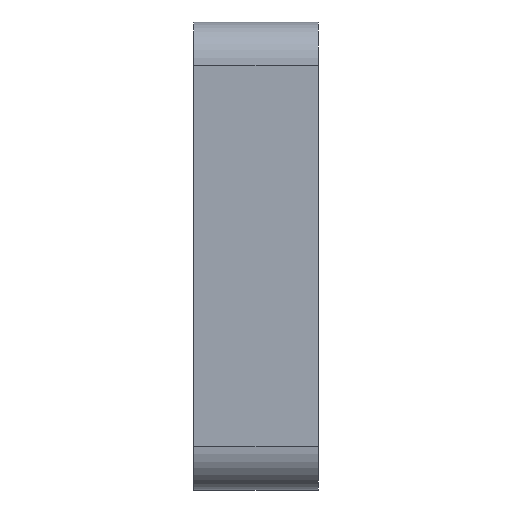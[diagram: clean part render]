
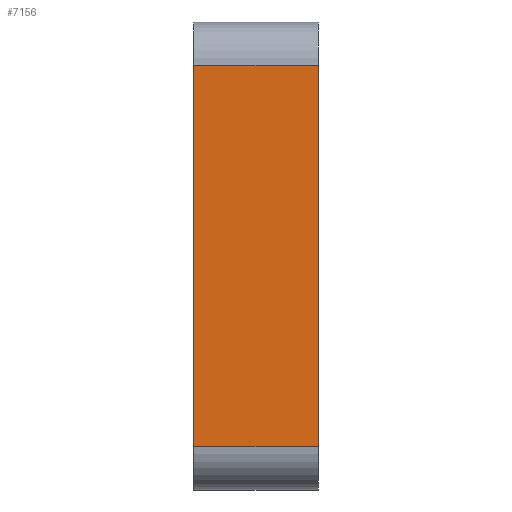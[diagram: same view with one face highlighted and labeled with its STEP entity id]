
A CAD part, left-side view. The second image highlights one B-rep face of the part: STEP entity #7156.
In plain terms, the highlighted planar face has unit normal (-1, 0, 0).
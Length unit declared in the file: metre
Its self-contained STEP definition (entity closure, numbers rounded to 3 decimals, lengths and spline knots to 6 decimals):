
#688=ORIENTED_EDGE('',*,*,#2722,.F.);
#689=ORIENTED_EDGE('',*,*,#2477,.F.);
#690=ORIENTED_EDGE('',*,*,#2720,.T.);
#691=ORIENTED_EDGE('',*,*,#2712,.T.);
#2477=EDGE_CURVE('',#3527,#3528,#4216,.T.);
#2712=EDGE_CURVE('',#3715,#3714,#4403,.T.);
#2720=EDGE_CURVE('',#3527,#3715,#4408,.T.);
#2722=EDGE_CURVE('',#3528,#3714,#4410,.T.);
#3527=VERTEX_POINT('',#10423);
#3528=VERTEX_POINT('',#10425);
#3714=VERTEX_POINT('',#10866);
#3715=VERTEX_POINT('',#10868);
#4216=LINE('',#10424,#5105);
#4403=LINE('',#10867,#5292);
#4408=LINE('',#10883,#5297);
#4410=LINE('',#10886,#5299);
#5105=VECTOR('',#8321,1.);
#5292=VECTOR('',#8646,1.);
#5297=VECTOR('',#8659,1.);
#5299=VECTOR('',#8663,1.);
#5947=EDGE_LOOP('',(#688,#689,#690,#691));
#6404=FACE_BOUND('',#5947,.T.);
#6833=PLANE('',#7718);
#7156=ADVANCED_FACE('',(#6404),#6833,.F.);
#7718=AXIS2_PLACEMENT_3D('',#10885,#8661,#8662);
#8321=DIRECTION('',(0.,0.,-1.));
#8646=DIRECTION('',(0.,0.,-1.));
#8659=DIRECTION('',(0.,1.,0.));
#8661=DIRECTION('',(1.,0.,0.));
#8662=DIRECTION('',(0.,0.,-1.));
#8663=DIRECTION('',(0.,1.,0.));
#10423=CARTESIAN_POINT('',(-0.04325,-0.0026,0.03525));
#10424=CARTESIAN_POINT('',(-0.04325,-0.0026,0.));
#10425=CARTESIAN_POINT('',(-0.04325,-0.0026,-0.03525));
#10866=CARTESIAN_POINT('',(-0.04325,0.0205,-0.03525));
#10867=CARTESIAN_POINT('',(-0.04325,0.0205,0.));
#10868=CARTESIAN_POINT('',(-0.04325,0.0205,0.03525));
#10883=CARTESIAN_POINT('',(-0.04325,-0.001402,0.03525));
#10885=CARTESIAN_POINT('',(-0.04325,-0.001402,0.));
#10886=CARTESIAN_POINT('',(-0.04325,-0.001402,-0.03525));
